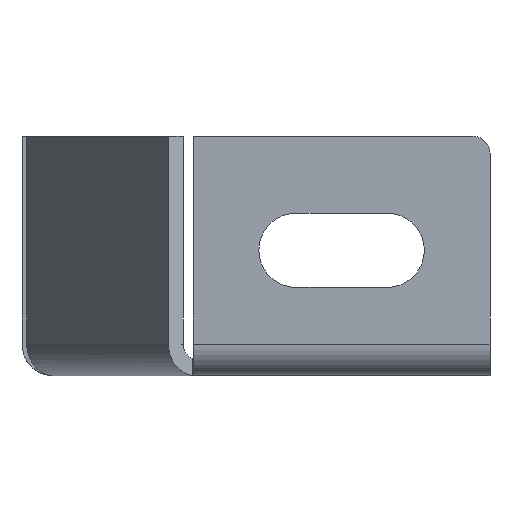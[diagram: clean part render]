
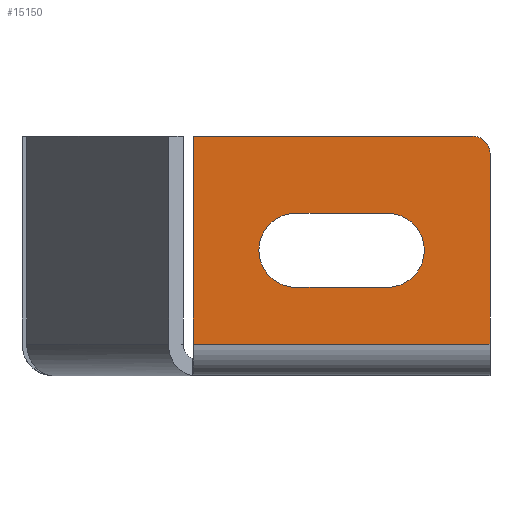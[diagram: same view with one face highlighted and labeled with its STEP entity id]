
A CAD part, front view. The second image highlights one B-rep face of the part: STEP entity #15150.
In plain terms, the highlighted planar face has unit normal (0, -1, 0).
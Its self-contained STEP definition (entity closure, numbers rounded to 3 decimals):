
#13150=CARTESIAN_POINT('',(30.,0.,39.));
#13160=VERTEX_POINT('',#13150);
#13190=CARTESIAN_POINT('',(30.,0.,0.));
#13200=DIRECTION('',(0.,0.,-1.));
#13210=VECTOR('',#13200,1.);
#13220=LINE('',#13190,#13210);
#13230=CARTESIAN_POINT('',(30.,0.,2.56));
#13240=VERTEX_POINT('',#13230);
#13250=EDGE_CURVE('',#13160,#13240,#13220,.T.);
#13600=CARTESIAN_POINT('',(0.,0.,2.56));
#13610=DIRECTION('',(1.,0.,0.));
#13620=VECTOR('',#13610,1.);
#13630=LINE('',#13600,#13620);
#13640=CARTESIAN_POINT('',(82.,0.,2.56));
#13650=VERTEX_POINT('',#13640);
#13660=EDGE_CURVE('',#13240,#13650,#13630,.T.);
#14080=CARTESIAN_POINT('',(82.,0.,3.));
#14090=DIRECTION('',(0.,0.,1.));
#14100=VECTOR('',#14090,1.);
#14110=LINE('',#14080,#14100);
#14120=CARTESIAN_POINT('',(82.,0.,36.));
#14130=VERTEX_POINT('',#14120);
#14140=EDGE_CURVE('',#13650,#14130,#14110,.T.);
#14300=CARTESIAN_POINT('',(33.2,0.,39.));
#14310=DIRECTION('',(1.,0.,0.));
#14320=VECTOR('',#14310,1.);
#14330=LINE('',#14300,#14320);
#14340=CARTESIAN_POINT('',(79.,0.,39.));
#14350=VERTEX_POINT('',#14340);
#14360=EDGE_CURVE('',#13160,#14350,#14330,.T.);
#14610=CARTESIAN_POINT('',(33.2,0.,0.));
#14620=DIRECTION('',(0.,-1.,0.));
#14630=DIRECTION('',(1.,0.,0.));
#14640=AXIS2_PLACEMENT_3D('',#14610,#14620,#14630);
#14650=PLANE('',#14640);
#14660=CARTESIAN_POINT('',(48.,0.,19.));
#14670=DIRECTION('',(0.,-1.,0.));
#14680=DIRECTION('',(1.,0.,0.));
#14690=AXIS2_PLACEMENT_3D('',#14660,#14670,#14680);
#14700=CIRCLE('',#14690,6.5);
#14710=CARTESIAN_POINT('',(48.,0.,25.5));
#14720=VERTEX_POINT('',#14710);
#14730=CARTESIAN_POINT('',(48.,0.,12.5));
#14740=VERTEX_POINT('',#14730);
#14750=EDGE_CURVE('',#14720,#14740,#14700,.T.);
#14760=ORIENTED_EDGE('',*,*,#14750,.F.);
#14770=CARTESIAN_POINT('',(0.,0.,12.5));
#14780=DIRECTION('',(-1.,0.,0.));
#14790=VECTOR('',#14780,1.);
#14800=LINE('',#14770,#14790);
#14810=CARTESIAN_POINT('',(64.,0.,12.5));
#14820=VERTEX_POINT('',#14810);
#14830=EDGE_CURVE('',#14820,#14740,#14800,.T.);
#14840=ORIENTED_EDGE('',*,*,#14830,.T.);
#14850=CARTESIAN_POINT('',(64.,0.,19.));
#14860=DIRECTION('',(0.,-1.,0.));
#14870=DIRECTION('',(1.,0.,0.));
#14880=AXIS2_PLACEMENT_3D('',#14850,#14860,#14870);
#14890=CIRCLE('',#14880,6.5);
#14900=CARTESIAN_POINT('',(64.,0.,25.5));
#14910=VERTEX_POINT('',#14900);
#14920=EDGE_CURVE('',#14820,#14910,#14890,.T.);
#14930=ORIENTED_EDGE('',*,*,#14920,.F.);
#14940=CARTESIAN_POINT('',(0.,0.,25.5));
#14950=DIRECTION('',(1.,0.,0.));
#14960=VECTOR('',#14950,1.);
#14970=LINE('',#14940,#14960);
#14980=EDGE_CURVE('',#14720,#14910,#14970,.T.);
#14990=ORIENTED_EDGE('',*,*,#14980,.T.);
#15000=EDGE_LOOP('',(#14990,#14930,#14840,#14760));
#15010=FACE_BOUND('',#15000,.T.);
#15020=ORIENTED_EDGE('',*,*,#13250,.T.);
#15030=ORIENTED_EDGE('',*,*,#14360,.F.);
#15040=CARTESIAN_POINT('',(79.,0.,36.));
#15050=DIRECTION('',(0.,-1.,0.));
#15060=DIRECTION('',(-1.,0.,0.));
#15070=AXIS2_PLACEMENT_3D('',#15040,#15050,#15060);
#15080=CIRCLE('',#15070,3.);
#15090=EDGE_CURVE('',#14130,#14350,#15080,.T.);
#15100=ORIENTED_EDGE('',*,*,#15090,.T.);
#15110=ORIENTED_EDGE('',*,*,#14140,.T.);
#15120=ORIENTED_EDGE('',*,*,#13660,.T.);
#15130=EDGE_LOOP('',(#15120,#15110,#15100,#15030,#15020));
#15140=FACE_OUTER_BOUND('',#15130,.T.);
#15150=ADVANCED_FACE('',(#15010,#15140),#14650,.T.);
